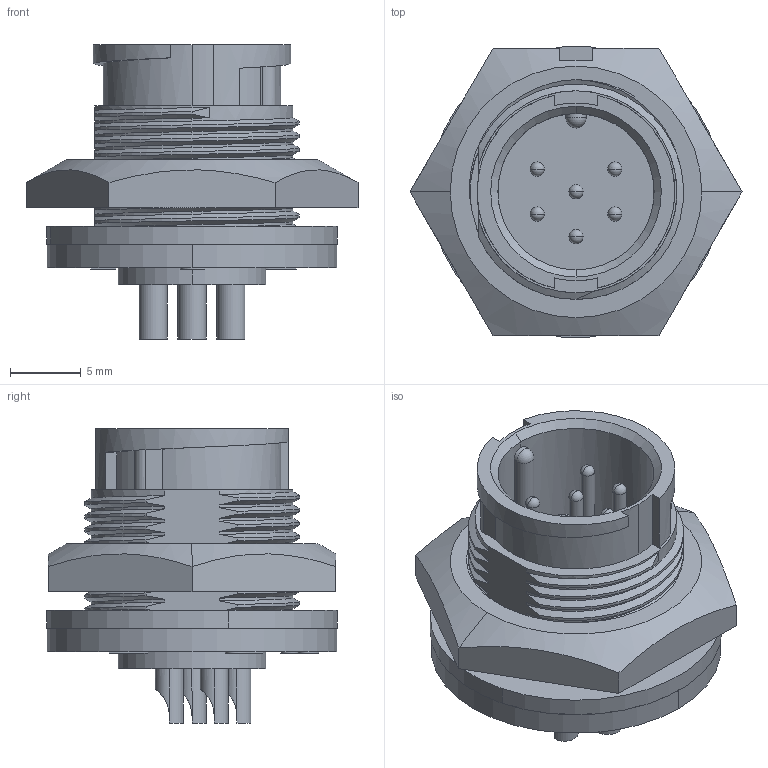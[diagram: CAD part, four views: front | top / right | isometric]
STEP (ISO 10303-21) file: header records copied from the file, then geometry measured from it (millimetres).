
FILE_DESCRIPTION (( 'STEP AP203' ), '1' );
FILE_NAME ('7282-6PG-3ES.STEP', '2015-11-13T17:45:01', ( '' ), ( '' ), 'SwSTEP 2.0', 'SolidWorks 2014', '' );
FILE_SCHEMA (( 'CONFIG_CONTROL_DESIGN' ));
Length unit declared in the file: inch
Products named in the file (1): 7282-6PG-3ES
Bounding box: 23.46 x 20.56 x 20.8 mm (x, y, z)
Volume: 2936 mm3; surface area: 3013 mm2
Topology: 2 solids, 2 shells, 278 faces, 752 edges, 489 vertices
Faces by surface type: cylinder 98, plane 98, bspline 65, sphere 13, cone 4
Entity records: 16439 total; most frequent: CARTESIAN_POINT 10242, ORIENTED_EDGE 1452, DIRECTION 1006, EDGE_CURVE 726, VERTEX_POINT 476, VECTOR 366, LINE 366, AXIS2_PLACEMENT_3D 320
